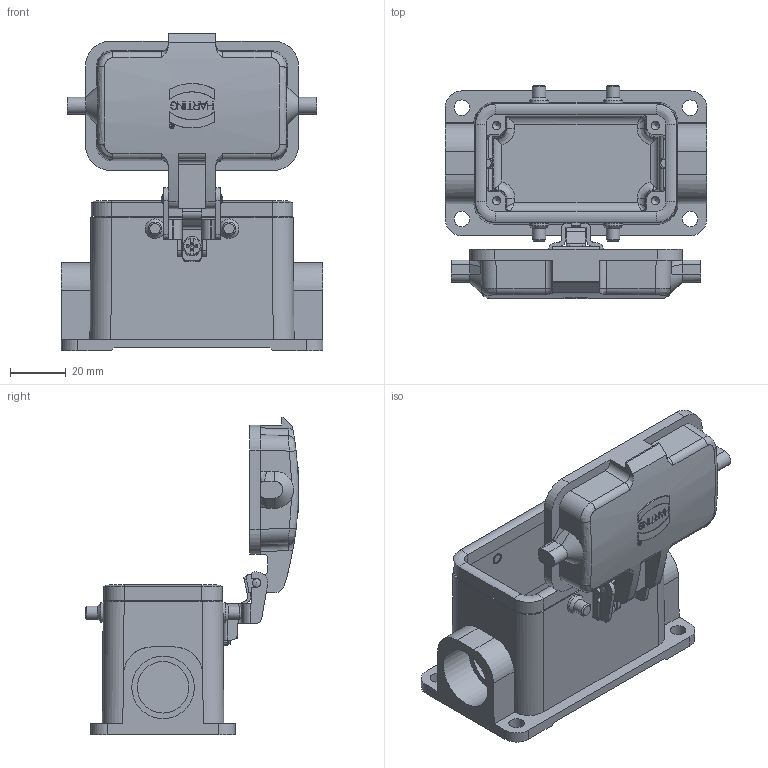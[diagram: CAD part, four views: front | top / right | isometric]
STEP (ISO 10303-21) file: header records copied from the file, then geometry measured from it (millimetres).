
FILE_DESCRIPTION(/* description */ (''),/* implementation_level */ '2;1');
FILE_NAME(/* name */ '100688797ugm000_b.stp',/* time_stamp */ '2019-08-01T07:56:58+02:00',/* author */ (''),/* organization */ (''),/* preprocessor_version */ 'ST-DEVELOPER v16.7',/* originating_system */ 'SIEMENS PLM Software NX 12.0',/* authorisation */ '');
FILE_SCHEMA (('AUTOMOTIVE_DESIGN { 1 0 10303 214 3 1 1 1 }'));
Length unit declared in the file: millimetre
Products named in the file (1): 100688797ugm000_b
Bounding box: 94 x 76.85 x 114 mm (x, y, z)
Volume: 89863.8 mm3; surface area: 51529.3 mm2
Topology: 2 solids, 2 shells, 632 faces, 1725 edges, 1128 vertices
Faces by surface type: plane 345, cylinder 191, bspline 54, cone 31, torus 9, sphere 2
Full cylindrical faces by diameter (mm): 1.52 x1, 1.68 x1, 3 x6, 3.1 x4, 3.3 x1, 4 x4, 4.8 x4, 5.6 x4, 7 x5, 18.1 x1, 18.5 x1, 21.2 x1, 22.5 x1
Entity records: 25137 total; most frequent: CARTESIAN_POINT 6496, ORIENTED_EDGE 3282, DIRECTION 3016, EDGE_CURVE 1641, VERTEX_POINT 1109, AXIS2_PLACEMENT_3D 1037, LINE 942, VECTOR 942
